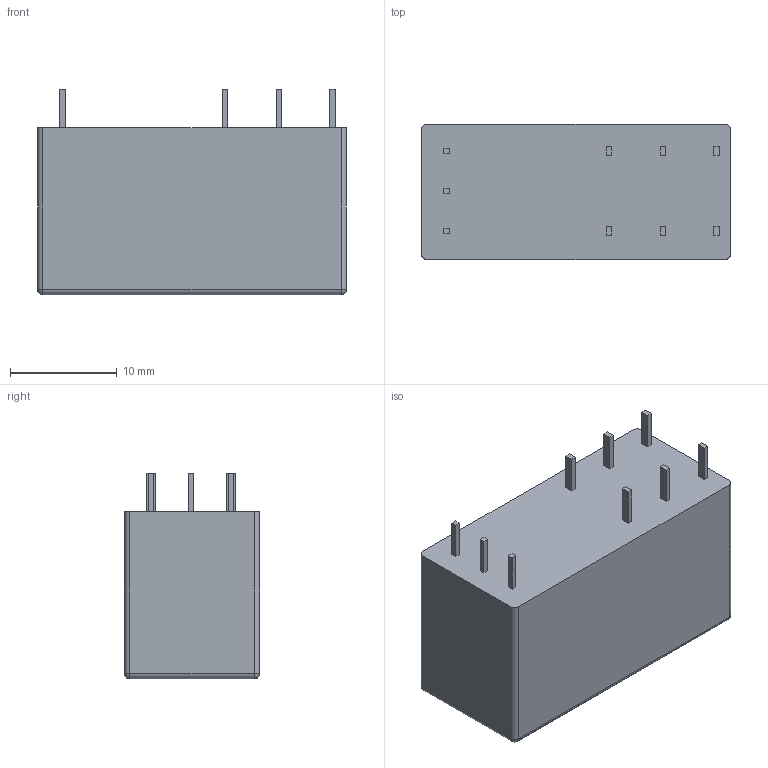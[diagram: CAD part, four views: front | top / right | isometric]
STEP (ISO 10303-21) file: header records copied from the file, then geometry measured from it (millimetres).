
FILE_DESCRIPTION((''),'2;1');
FILE_NAME('C-5-1393243-2','2022-05-30T07:48:54',('workeradm'),('TE Connectivity Ltd.'),'CREO PARAMETRIC BY PTC INC, 2021072','CREO PARAMETRIC BY PTC INC, 2021072','');
FILE_SCHEMA(('AUTOMOTIVE_DESIGN { 1 0 10303 214 1 1 1 1 }'));
Length unit declared in the file: millimetre
Products named in the file (1): C-5-1393243-2
Bounding box: 29 x 12.7 x 19.3 mm (x, y, z)
Volume: 5785.9 mm3; surface area: 2092 mm2
Topology: 1 solids, 1 shells, 63 faces, 144 edges, 92 vertices
Faces by surface type: plane 51, cylinder 8, sphere 4
Entity records: 1914 total; most frequent: CARTESIAN_POINT 301, ORIENTED_EDGE 288, DIRECTION 286, EDGE_CURVE 144, VECTOR 128, LINE 128, COLOUR_RGB 126, VERTEX_POINT 92
